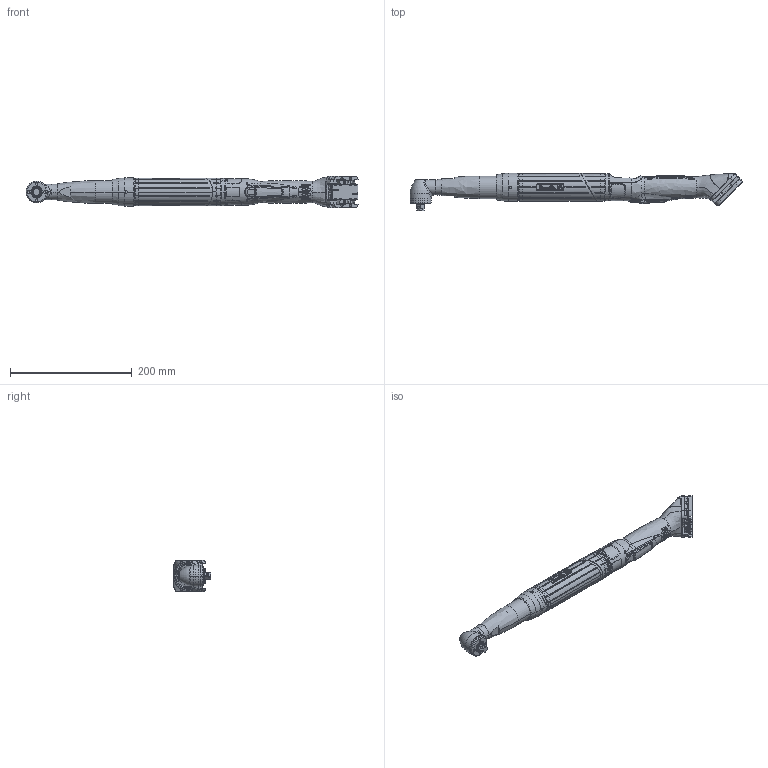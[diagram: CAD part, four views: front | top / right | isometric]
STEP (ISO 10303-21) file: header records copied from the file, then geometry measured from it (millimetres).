
FILE_DESCRIPTION((''),'2;1');
FILE_NAME('EAB50_ASM','2012-10-25T',('greextsd'),(''),'PRO/ENGINEER BY PARAMETRIC TECHNOLOGY CORPORATION, 2011410','PRO/ENGINEER BY PARAMETRIC TECHNOLOGY CORPORATION, 2011410','');
FILE_SCHEMA(('CONFIG_CONTROL_DESIGN'));
Length unit declared in the file: millimetre
Products named in the file (3): EAB50_PART; HANDLE_EAB; EAB50_ASM
Assembly tree (2 placements, depth 2):
  EAB50_ASM
    EAB50_PART
    HANDLE_EAB
Bounding box: 545.13 x 61.5 x 52 mm (x, y, z)
Volume: 195960.3 mm3; surface area: 172536.3 mm2
Topology: 8 solids, 12 shells, 3979 faces, 10646 edges, 6791 vertices
Faces by surface type: plane 1560, cylinder 956, extrusion 485, bspline 483, cone 352, torus 128, sphere 14, revolution 1
Entity records: 184647 total; most frequent: CARTESIAN_POINT 92490, ORIENTED_EDGE 21224, DIRECTION 15725, EDGE_CURVE 10612, VERTEX_POINT 6789, VECTOR 5458, AXIS2_PLACEMENT_3D 5133, LINE 4973
